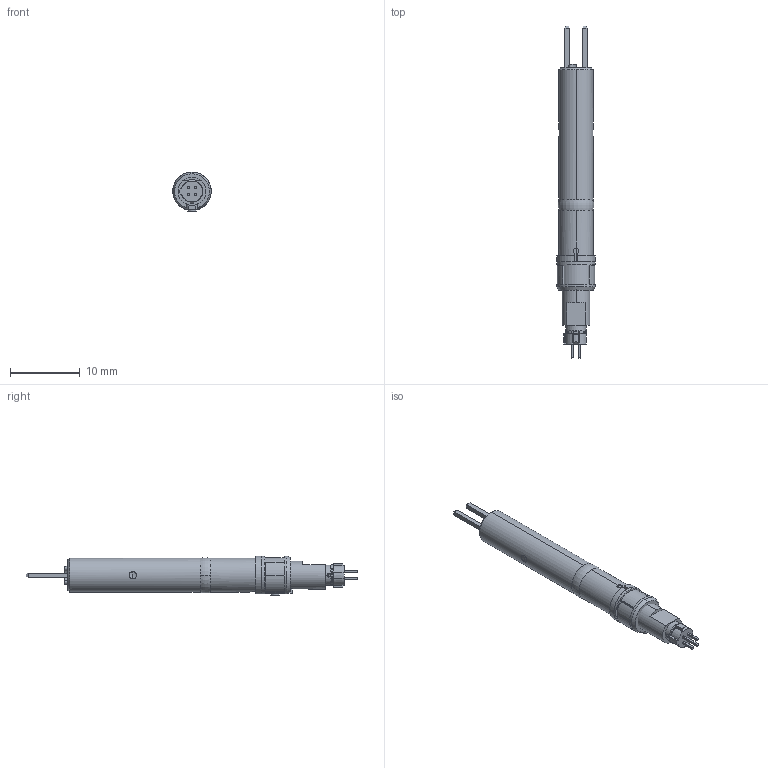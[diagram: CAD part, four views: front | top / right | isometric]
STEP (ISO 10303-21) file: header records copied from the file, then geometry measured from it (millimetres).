
FILE_DESCRIPTION (( 'STEP AP214' ), '1' );
FILE_NAME ('INGUN_114385.STEP', '2023-11-16T14:14:34', ( '' ), ( '' ), 'SwSTEP 2.0', 'SolidWorks 2021', '' );
FILE_SCHEMA (( 'AUTOMOTIVE_DESIGN' ));
Length unit declared in the file: millimetre
Products named in the file (4): INGUN_114385; 108707~0_S; 114374~1_KUNDE<S>; 114373~0_KUNDE<S>
Assembly tree (3 placements, depth 2):
  INGUN_114385
    114374~1_KUNDE<S>
    114373~0_KUNDE<S>
    108707~0_S
Bounding box: 5.5 x 47.6 x 5.7 mm (x, y, z)
Volume: 601.7 mm3; surface area: 1272.3 mm2
Topology: 2 solids, 11 shells, 315 faces, 843 edges, 556 vertices
Faces by surface type: plane 173, bspline 98, cylinder 34, torus 6, cone 4
Entity records: 15683 total; most frequent: CARTESIAN_POINT 8010, ORIENTED_EDGE 1656, DIRECTION 1051, EDGE_CURVE 829, VERTEX_POINT 556, VECTOR 409, LINE 409, EDGE_LOOP 338
